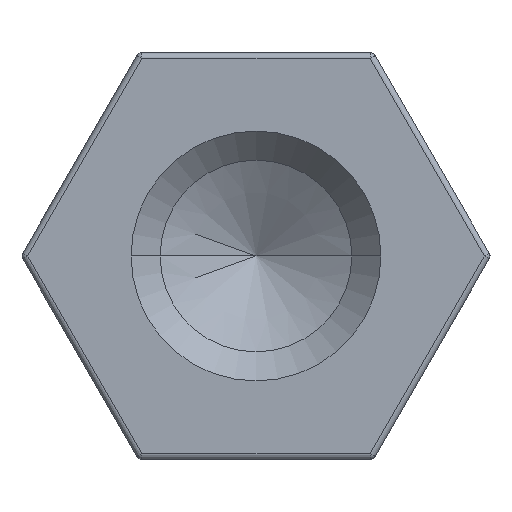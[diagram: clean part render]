
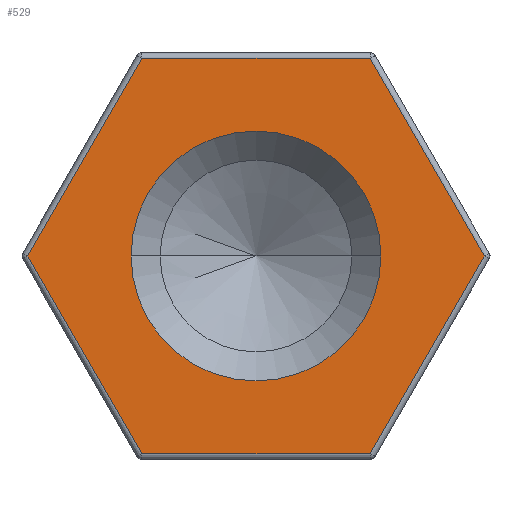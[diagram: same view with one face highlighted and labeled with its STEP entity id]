
A CAD part, left-side view. The second image highlights one B-rep face of the part: STEP entity #529.
In plain terms, the highlighted planar face has unit normal (-1, 0, 0).
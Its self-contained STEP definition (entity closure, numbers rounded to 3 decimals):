
#20 = VECTOR ( 'NONE', #188, 1000. ) ;
#45 = LINE ( 'NONE', #168, #20 ) ;
#55 = AXIS2_PLACEMENT_3D ( 'NONE', #1008, #1007, #1151 ) ;
#99 = AXIS2_PLACEMENT_3D ( 'NONE', #1050, #1375, #424 ) ;
#130 = CIRCLE ( 'NONE', #99, 2.15 ) ;
#150 = DIRECTION ( 'NONE',  ( 0., 0.5, -0.866 ) ) ;
#158 = EDGE_CURVE ( 'NONE', #462, #527, #130, .T. ) ;
#168 = CARTESIAN_POINT ( 'NONE',  ( 0., -2.944, -1.7 ) ) ;
#188 = DIRECTION ( 'NONE',  ( 0., -0.5, 0.866 ) ) ;
#207 = CARTESIAN_POINT ( 'NONE',  ( 0., 1.963, 3.4 ) ) ;
#242 = EDGE_CURVE ( 'NONE', #449, #323, #45, .T. ) ;
#268 = EDGE_CURVE ( 'NONE', #527, #462, #1327, .T. ) ;
#273 = CARTESIAN_POINT ( 'NONE',  ( 0., 3.926, 0. ) ) ;
#276 = VERTEX_POINT ( 'NONE', #1094 ) ;
#323 = VERTEX_POINT ( 'NONE', #1126 ) ;
#325 = VECTOR ( 'NONE', #723, 1000. ) ;
#328 = ORIENTED_EDGE ( 'NONE', *, *, #158, .T. ) ;
#359 = FACE_OUTER_BOUND ( 'NONE', #857, .T. ) ;
#360 = ORIENTED_EDGE ( 'NONE', *, *, #242, .T. ) ;
#385 = VERTEX_POINT ( 'NONE', #418 ) ;
#398 = ORIENTED_EDGE ( 'NONE', *, *, #414, .T. ) ;
#401 = EDGE_CURVE ( 'NONE', #385, #449, #813, .T. ) ;
#411 = EDGE_CURVE ( 'NONE', #909, #818, #1309, .T. ) ;
#414 = EDGE_CURVE ( 'NONE', #818, #385, #755, .T. ) ;
#418 = CARTESIAN_POINT ( 'NONE',  ( 0., 1.963, -3.4 ) ) ;
#419 = EDGE_CURVE ( 'NONE', #323, #276, #1039, .T. ) ;
#424 = DIRECTION ( 'NONE',  ( 0., 1., 0. ) ) ;
#430 = EDGE_CURVE ( 'NONE', #276, #909, #1212, .T. ) ;
#449 = VERTEX_POINT ( 'NONE', #654 ) ;
#462 = VERTEX_POINT ( 'NONE', #671 ) ;
#527 = VERTEX_POINT ( 'NONE', #1231 ) ;
#529 = ADVANCED_FACE ( 'NONE', ( #359, #725 ), #1132, .F. ) ;
#575 = CARTESIAN_POINT ( 'NONE',  ( 0., 2.944, -1.7 ) ) ;
#626 = DIRECTION ( 'NONE',  ( 0., 0.5, 0.866 ) ) ;
#654 = CARTESIAN_POINT ( 'NONE',  ( 0., -1.963, -3.4 ) ) ;
#671 = CARTESIAN_POINT ( 'NONE',  ( 0., -2.15, 0. ) ) ;
#682 = DIRECTION ( 'NONE',  ( 0., -0.5, -0.866 ) ) ;
#684 = ORIENTED_EDGE ( 'NONE', *, *, #430, .T. ) ;
#716 = CARTESIAN_POINT ( 'NONE',  ( 0., 0., -3.4 ) ) ;
#723 = DIRECTION ( 'NONE',  ( 0., -1., 0. ) ) ;
#725 = FACE_BOUND ( 'NONE', #894, .T. ) ;
#735 = CARTESIAN_POINT ( 'NONE',  ( 0., 2.944, 1.7 ) ) ;
#755 = LINE ( 'NONE', #575, #1388 ) ;
#813 = LINE ( 'NONE', #716, #325 ) ;
#818 = VERTEX_POINT ( 'NONE', #273 ) ;
#857 = EDGE_LOOP ( 'NONE', ( #893, #684, #918, #398, #915, #360 ) ) ;
#893 = ORIENTED_EDGE ( 'NONE', *, *, #419, .T. ) ;
#894 = EDGE_LOOP ( 'NONE', ( #925, #328 ) ) ;
#909 = VERTEX_POINT ( 'NONE', #207 ) ;
#915 = ORIENTED_EDGE ( 'NONE', *, *, #401, .T. ) ;
#918 = ORIENTED_EDGE ( 'NONE', *, *, #411, .T. ) ;
#925 = ORIENTED_EDGE ( 'NONE', *, *, #268, .T. ) ;
#1007 = DIRECTION ( 'NONE',  ( 1., 0., 0. ) ) ;
#1008 = CARTESIAN_POINT ( 'NONE',  ( 0., 0., 0. ) ) ;
#1015 = VECTOR ( 'NONE', #1075, 1000. ) ;
#1039 = LINE ( 'NONE', #1321, #1266 ) ;
#1050 = CARTESIAN_POINT ( 'NONE',  ( 0., 0., 0. ) ) ;
#1075 = DIRECTION ( 'NONE',  ( 0., 1., 0. ) ) ;
#1094 = CARTESIAN_POINT ( 'NONE',  ( 0., -1.963, 3.4 ) ) ;
#1104 = CARTESIAN_POINT ( 'NONE',  ( 0., 0., 3.4 ) ) ;
#1126 = CARTESIAN_POINT ( 'NONE',  ( 0., -3.926, 0. ) ) ;
#1132 = PLANE ( 'NONE',  #1276 ) ;
#1151 = DIRECTION ( 'NONE',  ( 0., 1., 0. ) ) ;
#1212 = LINE ( 'NONE', #1104, #1015 ) ;
#1231 = CARTESIAN_POINT ( 'NONE',  ( 0., 2.15, 0. ) ) ;
#1266 = VECTOR ( 'NONE', #626, 1000. ) ;
#1276 = AXIS2_PLACEMENT_3D ( 'NONE', #1293, #1289, #1287 ) ;
#1287 = DIRECTION ( 'NONE',  ( 0., 1., 0. ) ) ;
#1289 = DIRECTION ( 'NONE',  ( 1., 0., 0. ) ) ;
#1293 = CARTESIAN_POINT ( 'NONE',  ( 0., 0., 0. ) ) ;
#1309 = LINE ( 'NONE', #735, #1414 ) ;
#1321 = CARTESIAN_POINT ( 'NONE',  ( 0., -2.944, 1.7 ) ) ;
#1327 = CIRCLE ( 'NONE', #55, 2.15 ) ;
#1375 = DIRECTION ( 'NONE',  ( 1., 0., 0. ) ) ;
#1388 = VECTOR ( 'NONE', #682, 1000. ) ;
#1414 = VECTOR ( 'NONE', #150, 1000. ) ;
